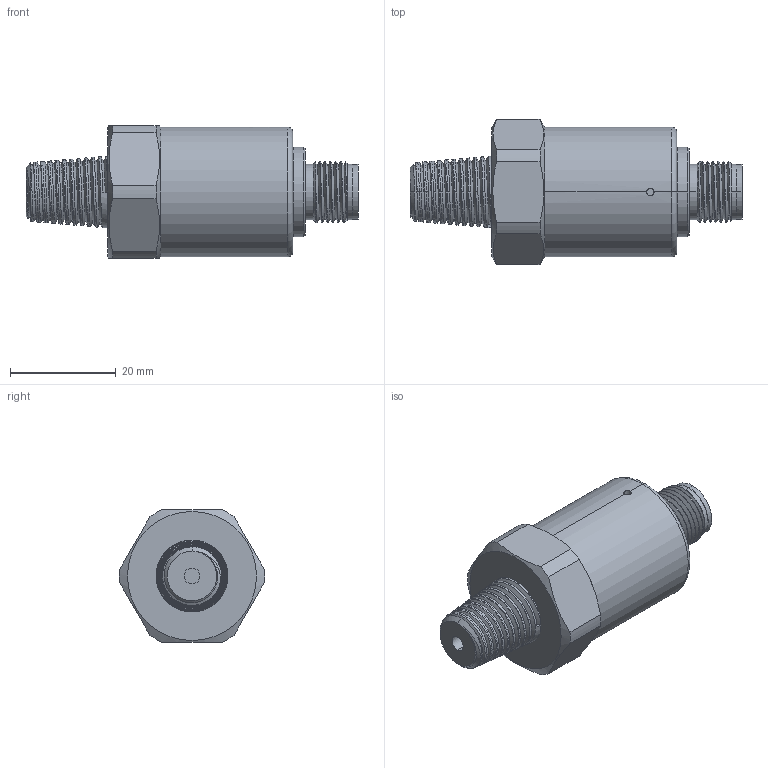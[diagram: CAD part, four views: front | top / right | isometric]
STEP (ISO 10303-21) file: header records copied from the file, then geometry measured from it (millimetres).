
FILE_DESCRIPTION((''),'2;1');
FILE_NAME('236421_ASM','2023-08-10T16:15:51',('banengservice'),('BANNER ENGINEERING'),'CREO PARAMETRIC BY PTC INC, 2022414','CREO PARAMETRIC BY PTC INC, 2022414','');
FILE_SCHEMA(('CONFIG_CONTROL_DESIGN'));
Length unit declared in the file: millimetre
Products named in the file (2): 236421_EP01; 236421_ASM
Assembly tree (1 placements, depth 2):
  236421_ASM
    236421_EP01
Bounding box: 62.85 x 27.49 x 25 mm (x, y, z)
Volume: 19520.5 mm3; surface area: 6053.9 mm2
Topology: 1 solids, 1 shells, 123 faces, 306 edges, 198 vertices
Faces by surface type: cylinder 40, cone 39, plane 29, bspline 12, torus 2, extrusion 1
Entity records: 10700 total; most frequent: CARTESIAN_POINT 7843, ORIENTED_EDGE 612, DIRECTION 539, EDGE_CURVE 306, AXIS2_PLACEMENT_3D 217, VERTEX_POINT 198, EDGE_LOOP 136, FACE_OUTER_BOUND 123
